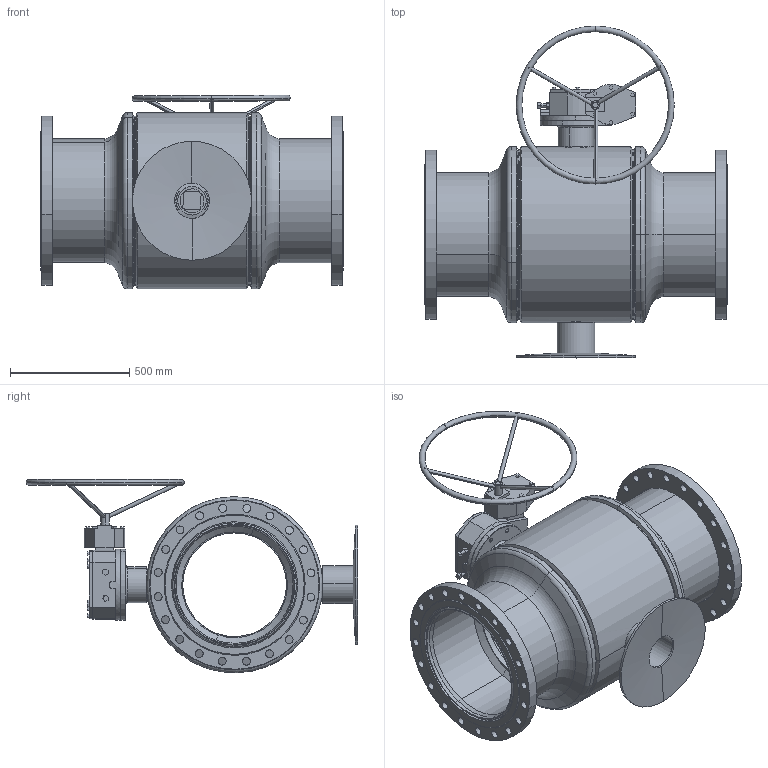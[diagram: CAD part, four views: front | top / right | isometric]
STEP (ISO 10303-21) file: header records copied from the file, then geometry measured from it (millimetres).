
FILE_DESCRIPTION (( 'STEP AP214' ), '1' );
FILE_NAME ('DN500涡轮法兰球阀PN16.STEP', '2023-10-08T07:51:17', ( '' ), ( '' ), 'SwSTEP 2.0', 'SolidWorks 2019', '' );
FILE_SCHEMA (( 'AUTOMOTIVE_DESIGN' ));
Length unit declared in the file: millimetre
Products named in the file (11): 瑩; 500Q367F16C-01趼极; 500盓殤埴攫; 500楊擘1.6; 4; 500埴攫盓殤奪; 陔蜊概裝; DN500涡轮法兰球阀PN16; 恘謫忒梟500; 500晚概极; 500恘謫
Assembly tree (13 placements, depth 2):
  DN500涡轮法兰球阀PN16
    500Q367F16C-01趼极
    500晚概极  x2
    4
    陔蜊概裝
    瑩  x2
    500埴攫盓殤奪
    500盓殤埴攫
    500恘謫
    恘謫忒梟500
    500楊擘1.6  x2
Bounding box: 1270 x 1393.71 x 813.61 mm (x, y, z)
Volume: 106292482.6 mm3; surface area: 8503729.1 mm2
Topology: 14 solids, 22 shells, 750 faces, 1761 edges, 1146 vertices
Faces by surface type: cylinder 379, plane 309, cone 48, torus 14
Entity records: 22406 total; most frequent: CARTESIAN_POINT 4760, DIRECTION 3064, ORIENTED_EDGE 2794, EDGE_CURVE 1397, AXIS2_PLACEMENT_3D 1148, VERTEX_POINT 912, LINE 768, VECTOR 768
